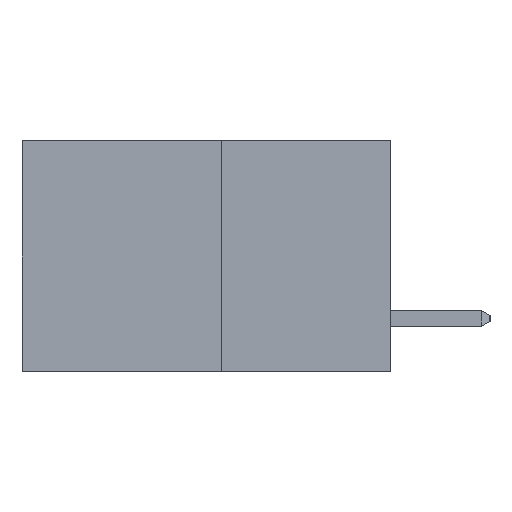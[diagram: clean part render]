
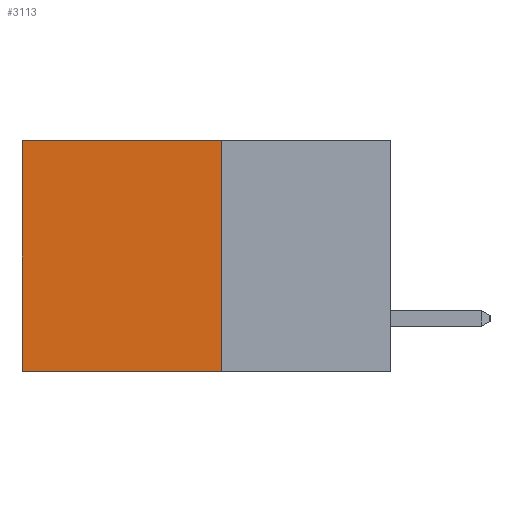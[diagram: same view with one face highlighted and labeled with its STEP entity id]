
A CAD part, left-side view. The second image highlights one B-rep face of the part: STEP entity #3113.
In plain terms, the highlighted planar face has unit normal (-1, 0, 0).
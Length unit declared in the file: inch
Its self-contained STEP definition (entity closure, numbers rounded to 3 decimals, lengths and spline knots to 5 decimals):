
#449 = CARTESIAN_POINT ( 'NONE',  ( 0.277, 0.27, 0. ) ) ;
#495 = EDGE_LOOP ( 'NONE', ( #7582, #6895, #6336, #2946 ) ) ;
#916 = VERTEX_POINT ( 'NONE', #449 ) ;
#934 = VECTOR ( 'NONE', #7290, 39.37008 ) ;
#1056 = PLANE ( 'NONE',  #8047 ) ;
#1272 = DIRECTION ( 'NONE',  ( 0., 1., 0. ) ) ;
#1389 = LINE ( 'NONE', #4125, #934 ) ;
#1981 = EDGE_CURVE ( 'NONE', #5969, #3952, #2205, .T. ) ;
#2205 = LINE ( 'NONE', #3326, #3833 ) ;
#2334 = LINE ( 'NONE', #7396, #3964 ) ;
#2439 = LINE ( 'NONE', #4790, #4282 ) ;
#2946 = ORIENTED_EDGE ( 'NONE', *, *, #7684, .T. ) ;
#3113 = ADVANCED_FACE ( 'NONE', ( #3490 ), #1056, .F. ) ;
#3326 = CARTESIAN_POINT ( 'NONE',  ( 0.277, 0.27, -0.37 ) ) ;
#3490 = FACE_OUTER_BOUND ( 'NONE', #495, .T. ) ;
#3833 = VECTOR ( 'NONE', #1272, 39.37008 ) ;
#3952 = VERTEX_POINT ( 'NONE', #4004 ) ;
#3964 = VECTOR ( 'NONE', #4137, 39.37008 ) ;
#4004 = CARTESIAN_POINT ( 'NONE',  ( 0.277, 0.59, -0.37 ) ) ;
#4114 = EDGE_CURVE ( 'NONE', #4453, #3952, #1389, .T. ) ;
#4125 = CARTESIAN_POINT ( 'NONE',  ( 0.277, 0.59, -0.37 ) ) ;
#4137 = DIRECTION ( 'NONE',  ( 0., 0., -1. ) ) ;
#4282 = VECTOR ( 'NONE', #8628, 39.37008 ) ;
#4453 = VERTEX_POINT ( 'NONE', #7265 ) ;
#4790 = CARTESIAN_POINT ( 'NONE',  ( 0.277, 0.27, 0. ) ) ;
#5474 = DIRECTION ( 'NONE',  ( 0., 0., -1. ) ) ;
#5630 = CARTESIAN_POINT ( 'NONE',  ( 0.277, 0.27, -0.37 ) ) ;
#5969 = VERTEX_POINT ( 'NONE', #5630 ) ;
#6336 = ORIENTED_EDGE ( 'NONE', *, *, #6442, .F. ) ;
#6354 = DIRECTION ( 'NONE',  ( 1., 0., 0. ) ) ;
#6442 = EDGE_CURVE ( 'NONE', #916, #5969, #2334, .T. ) ;
#6895 = ORIENTED_EDGE ( 'NONE', *, *, #1981, .F. ) ;
#7265 = CARTESIAN_POINT ( 'NONE',  ( 0.277, 0.59, 0. ) ) ;
#7290 = DIRECTION ( 'NONE',  ( 0., 0., -1. ) ) ;
#7396 = CARTESIAN_POINT ( 'NONE',  ( 0.277, 0.27, -0.37 ) ) ;
#7582 = ORIENTED_EDGE ( 'NONE', *, *, #4114, .T. ) ;
#7684 = EDGE_CURVE ( 'NONE', #916, #4453, #2439, .T. ) ;
#8003 = CARTESIAN_POINT ( 'NONE',  ( 0.277, 0.27, -0.37 ) ) ;
#8047 = AXIS2_PLACEMENT_3D ( 'NONE', #8003, #6354, #5474 ) ;
#8628 = DIRECTION ( 'NONE',  ( 0., 1., 0. ) ) ;
